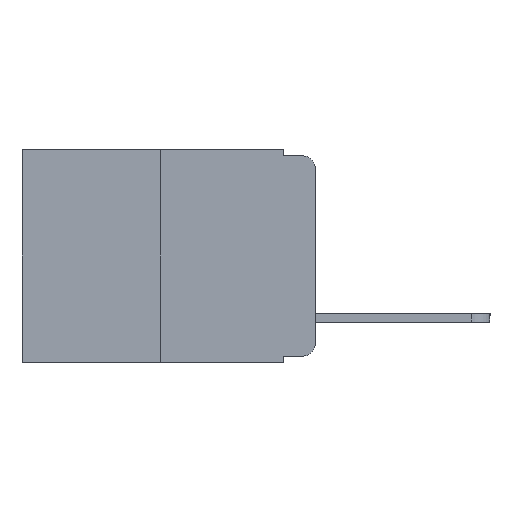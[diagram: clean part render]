
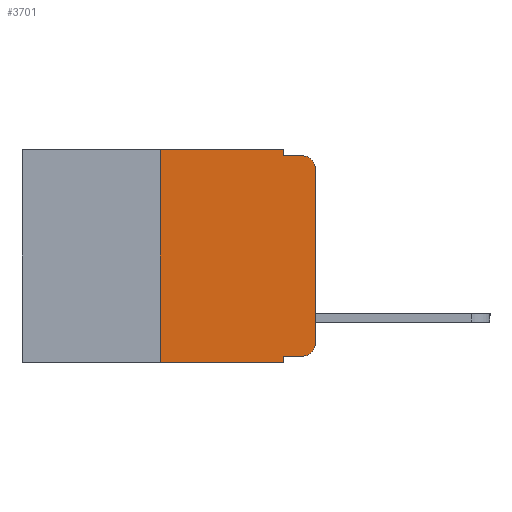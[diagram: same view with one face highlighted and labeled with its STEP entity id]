
A CAD part, left-side view. The second image highlights one B-rep face of the part: STEP entity #3701.
In plain terms, the highlighted planar face has unit normal (-1, 0, 0).
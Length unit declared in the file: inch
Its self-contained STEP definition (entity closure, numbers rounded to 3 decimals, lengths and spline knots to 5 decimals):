
#212 = DIRECTION ( 'NONE',  ( 0., 0., -1. ) ) ;
#457 = DIRECTION ( 'NONE',  ( -1., 0., 0. ) ) ;
#514 = CARTESIAN_POINT ( 'NONE',  ( 0., 0.02, -0.333 ) ) ;
#694 = CARTESIAN_POINT ( 'NONE',  ( 0., 0.25, 0. ) ) ;
#1008 = ORIENTED_EDGE ( 'NONE', *, *, #10388, .T. ) ;
#1327 = VECTOR ( 'NONE', #3486, 39.37008 ) ;
#1478 = ORIENTED_EDGE ( 'NONE', *, *, #9518, .T. ) ;
#1556 = LINE ( 'NONE', #4098, #4531 ) ;
#1800 = LINE ( 'NONE', #10171, #1327 ) ;
#1915 = AXIS2_PLACEMENT_3D ( 'NONE', #6637, #15549, #7941 ) ;
#2017 = CARTESIAN_POINT ( 'NONE',  ( 0., 0.02, -0.03 ) ) ;
#2525 = AXIS2_PLACEMENT_3D ( 'NONE', #8840, #457, #10148 ) ;
#3000 = VECTOR ( 'NONE', #7602, 39.37008 ) ;
#3239 = VERTEX_POINT ( 'NONE', #5087 ) ;
#3279 = VERTEX_POINT ( 'NONE', #3826 ) ;
#3486 = DIRECTION ( 'NONE',  ( 0., -1., 0. ) ) ;
#3532 = DIRECTION ( 'NONE',  ( 0., 0., -1. ) ) ;
#3701 = ADVANCED_FACE ( 'NONE', ( #15604 ), #11869, .F. ) ;
#3777 = CARTESIAN_POINT ( 'NONE',  ( 0., 0.051, 0. ) ) ;
#3826 = CARTESIAN_POINT ( 'NONE',  ( 0., 0.02, -0.01 ) ) ;
#3851 = ORIENTED_EDGE ( 'NONE', *, *, #5063, .T. ) ;
#3870 = LINE ( 'NONE', #13481, #14701 ) ;
#3889 = CARTESIAN_POINT ( 'NONE',  ( 0., 0.051, -0.01 ) ) ;
#4078 = VECTOR ( 'NONE', #5722, 39.37008 ) ;
#4098 = CARTESIAN_POINT ( 'NONE',  ( 0., 0.051, 0. ) ) ;
#4155 = EDGE_CURVE ( 'NONE', #7531, #6403, #11748, .T. ) ;
#4239 = DIRECTION ( 'NONE',  ( 0., -1., 0. ) ) ;
#4412 = VECTOR ( 'NONE', #8138, 39.37008 ) ;
#4530 = CARTESIAN_POINT ( 'NONE',  ( 0., 0.051, -0.343 ) ) ;
#4531 = VECTOR ( 'NONE', #13346, 39.37008 ) ;
#4849 = CARTESIAN_POINT ( 'NONE',  ( 0., 0.25, 0. ) ) ;
#5063 = EDGE_CURVE ( 'NONE', #12709, #7531, #14438, .T. ) ;
#5087 = CARTESIAN_POINT ( 'NONE',  ( 0., 0., -0.03 ) ) ;
#5276 = EDGE_LOOP ( 'NONE', ( #1008, #1478, #14502, #13919, #13542, #9263, #12378, #8025, #3851, #7388 ) ) ;
#5492 = VERTEX_POINT ( 'NONE', #3889 ) ;
#5722 = DIRECTION ( 'NONE',  ( 0., 0., 1. ) ) ;
#5879 = CARTESIAN_POINT ( 'NONE',  ( 0., 0.051, -0.333 ) ) ;
#5884 = VERTEX_POINT ( 'NONE', #4530 ) ;
#5975 = EDGE_CURVE ( 'NONE', #12709, #5884, #15893, .T. ) ;
#6113 = EDGE_CURVE ( 'NONE', #8199, #6940, #13658, .T. ) ;
#6277 = CARTESIAN_POINT ( 'NONE',  ( 0., 0.473, 0. ) ) ;
#6403 = VERTEX_POINT ( 'NONE', #10854 ) ;
#6510 = VECTOR ( 'NONE', #7752, 39.37008 ) ;
#6637 = CARTESIAN_POINT ( 'NONE',  ( 0., 0.473, 0. ) ) ;
#6882 = CIRCLE ( 'NONE', #8683, 0.02 ) ;
#6895 = EDGE_CURVE ( 'NONE', #10746, #8199, #16979, .T. ) ;
#6940 = VERTEX_POINT ( 'NONE', #3777 ) ;
#7388 = ORIENTED_EDGE ( 'NONE', *, *, #4155, .T. ) ;
#7531 = VERTEX_POINT ( 'NONE', #514 ) ;
#7602 = DIRECTION ( 'NONE',  ( 0., -1., 0. ) ) ;
#7669 = LINE ( 'NONE', #12344, #4078 ) ;
#7752 = DIRECTION ( 'NONE',  ( 0., 0., 1. ) ) ;
#7769 = EDGE_CURVE ( 'NONE', #6940, #5492, #1556, .T. ) ;
#7941 = DIRECTION ( 'NONE',  ( 0., 0., -1. ) ) ;
#8025 = ORIENTED_EDGE ( 'NONE', *, *, #5975, .F. ) ;
#8138 = DIRECTION ( 'NONE',  ( 0., -1., 0. ) ) ;
#8199 = VERTEX_POINT ( 'NONE', #4849 ) ;
#8630 = EDGE_CURVE ( 'NONE', #5492, #3279, #3870, .T. ) ;
#8683 = AXIS2_PLACEMENT_3D ( 'NONE', #2017, #11559, #3532 ) ;
#8840 = CARTESIAN_POINT ( 'NONE',  ( 0., 0.02, -0.313 ) ) ;
#9263 = ORIENTED_EDGE ( 'NONE', *, *, #6895, .F. ) ;
#9518 = EDGE_CURVE ( 'NONE', #3239, #3279, #6882, .T. ) ;
#9933 = CARTESIAN_POINT ( 'NONE',  ( 0., 0.051, 0. ) ) ;
#10148 = DIRECTION ( 'NONE',  ( 0., 0., -1. ) ) ;
#10171 = CARTESIAN_POINT ( 'NONE',  ( 0., 0.473, -0.343 ) ) ;
#10388 = EDGE_CURVE ( 'NONE', #6403, #3239, #7669, .T. ) ;
#10746 = VERTEX_POINT ( 'NONE', #16491 ) ;
#10854 = CARTESIAN_POINT ( 'NONE',  ( 0., 0., -0.313 ) ) ;
#11559 = DIRECTION ( 'NONE',  ( -1., 0., 0. ) ) ;
#11748 = CIRCLE ( 'NONE', #2525, 0.02 ) ;
#11869 = PLANE ( 'NONE',  #1915 ) ;
#11882 = VECTOR ( 'NONE', #212, 39.37008 ) ;
#12344 = CARTESIAN_POINT ( 'NONE',  ( 0., 0., 0. ) ) ;
#12378 = ORIENTED_EDGE ( 'NONE', *, *, #13549, .T. ) ;
#12709 = VERTEX_POINT ( 'NONE', #5879 ) ;
#13346 = DIRECTION ( 'NONE',  ( 0., 0., -1. ) ) ;
#13481 = CARTESIAN_POINT ( 'NONE',  ( 0., 0.051, -0.01 ) ) ;
#13542 = ORIENTED_EDGE ( 'NONE', *, *, #6113, .F. ) ;
#13549 = EDGE_CURVE ( 'NONE', #10746, #5884, #1800, .T. ) ;
#13658 = LINE ( 'NONE', #6277, #3000 ) ;
#13919 = ORIENTED_EDGE ( 'NONE', *, *, #7769, .F. ) ;
#14438 = LINE ( 'NONE', #16924, #4412 ) ;
#14502 = ORIENTED_EDGE ( 'NONE', *, *, #8630, .F. ) ;
#14701 = VECTOR ( 'NONE', #4239, 39.37008 ) ;
#15549 = DIRECTION ( 'NONE',  ( 1., 0., 0. ) ) ;
#15604 = FACE_OUTER_BOUND ( 'NONE', #5276, .T. ) ;
#15893 = LINE ( 'NONE', #9933, #11882 ) ;
#16491 = CARTESIAN_POINT ( 'NONE',  ( 0., 0.25, -0.343 ) ) ;
#16924 = CARTESIAN_POINT ( 'NONE',  ( 0., 0.051, -0.333 ) ) ;
#16979 = LINE ( 'NONE', #694, #6510 ) ;
